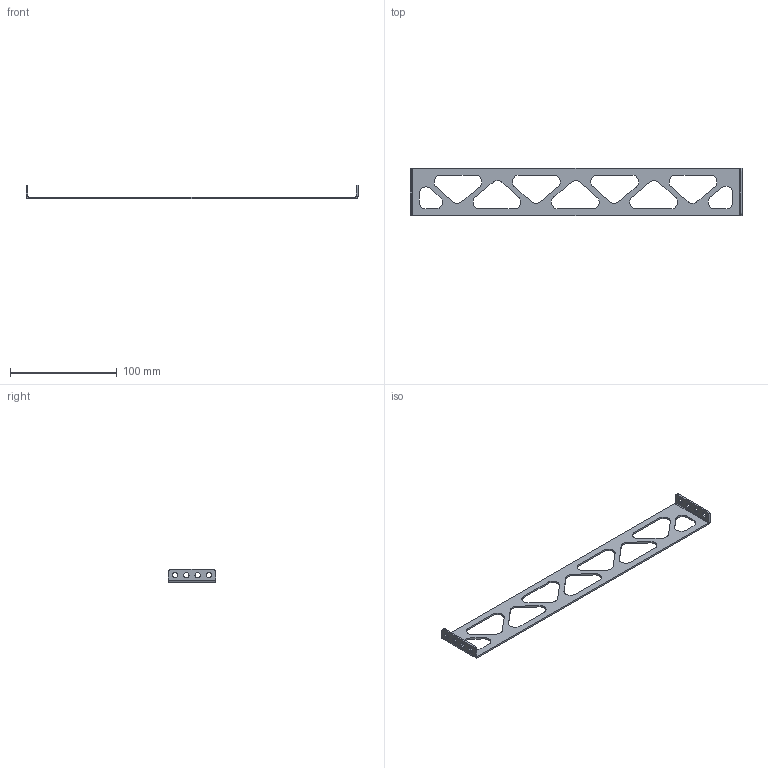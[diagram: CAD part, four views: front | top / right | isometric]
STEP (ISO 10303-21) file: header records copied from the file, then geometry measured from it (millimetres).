
FILE_DESCRIPTION (( 'STEP AP214' ), '1' );
FILE_NAME ('599-24-season-StAlt-P-2014.STEP', '2024-02-27T00:25:06', ( '' ), ( '' ), 'SwSTEP 2.0', 'SolidWorks 2023', '' );
FILE_SCHEMA (( 'AUTOMOTIVE_DESIGN' ));
Length unit declared in the file: inch
Products named in the file (1): 599-24-season-StAlt-P-2014
Bounding box: 311.15 x 44.45 x 12.7 mm (x, y, z)
Volume: 12890.4 mm3; surface area: 19120.2 mm2
Topology: 1 solids, 1 shells, 104 faces, 290 edges, 188 vertices
Faces by surface type: cylinder 59, plane 45
Entity records: 3459 total; most frequent: DIRECTION 618, CARTESIAN_POINT 583, ORIENTED_EDGE 580, EDGE_CURVE 290, AXIS2_PLACEMENT_3D 223, VERTEX_POINT 188, VECTOR 172, LINE 172
